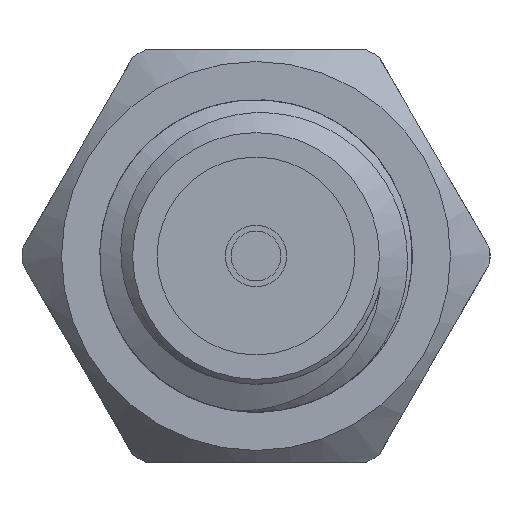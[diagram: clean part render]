
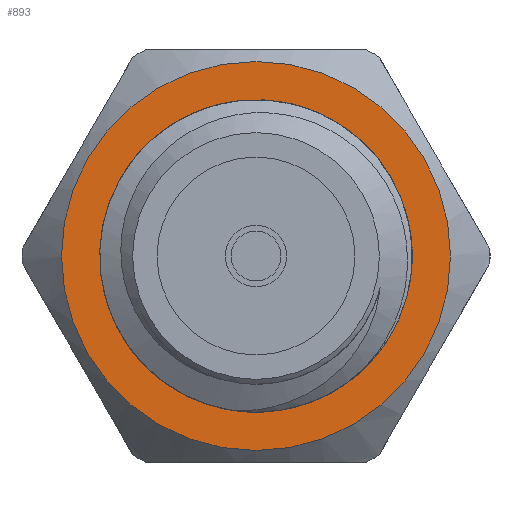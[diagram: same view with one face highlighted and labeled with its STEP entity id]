
A CAD part, left-side view. The second image highlights one B-rep face of the part: STEP entity #893.
In plain terms, the highlighted planar face has unit normal (-1, 0, 0).
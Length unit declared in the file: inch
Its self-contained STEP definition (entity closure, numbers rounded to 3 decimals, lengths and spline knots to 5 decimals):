
#20 = DIRECTION ( 'NONE',  ( 1., 0., 0. ) ) ;
#29 = CARTESIAN_POINT ( 'NONE',  ( 0.08813, 0., 0. ) ) ;
#76 = CARTESIAN_POINT ( 'NONE',  ( 0.08813, 0., 0. ) ) ;
#80 = PLANE ( 'NONE',  #2357 ) ;
#148 = CARTESIAN_POINT ( 'NONE',  ( 0.08813, 0., -0.07484 ) ) ;
#240 = AXIS2_PLACEMENT_3D ( 'NONE', #76, #2161, #301 ) ;
#263 = ORIENTED_EDGE ( 'NONE', *, *, #2564, .F. ) ;
#293 = FACE_OUTER_BOUND ( 'NONE', #2174, .T. ) ;
#301 = DIRECTION ( 'NONE',  ( 0., 0., -1. ) ) ;
#321 = VERTEX_POINT ( 'NONE', #148 ) ;
#431 = DIRECTION ( 'NONE',  ( 0., 0., -1. ) ) ;
#584 = CARTESIAN_POINT ( 'NONE',  ( 0.08813, 0., -0.118 ) ) ;
#711 = AXIS2_PLACEMENT_3D ( 'NONE', #29, #20, #431 ) ;
#893 = ADVANCED_FACE ( 'NONE', ( #2191, #293 ), #80, .T. ) ;
#997 = ORIENTED_EDGE ( 'NONE', *, *, #1608, .T. ) ;
#1142 = DIRECTION ( 'NONE',  ( -1., 0., 0. ) ) ;
#1608 = EDGE_CURVE ( 'NONE', #321, #321, #1988, .T. ) ;
#1627 = VERTEX_POINT ( 'NONE', #584 ) ;
#1972 = DIRECTION ( 'NONE',  ( 0., 0., 1. ) ) ;
#1988 = CIRCLE ( 'NONE', #240, 0.07484 ) ;
#2161 = DIRECTION ( 'NONE',  ( 1., 0., 0. ) ) ;
#2162 = CIRCLE ( 'NONE', #711, 0.118 ) ;
#2165 = CARTESIAN_POINT ( 'NONE',  ( 0.08813, 0.07484, 0. ) ) ;
#2174 = EDGE_LOOP ( 'NONE', ( #263 ) ) ;
#2191 = FACE_BOUND ( 'NONE', #2402, .T. ) ;
#2357 = AXIS2_PLACEMENT_3D ( 'NONE', #2165, #1142, #1972 ) ;
#2402 = EDGE_LOOP ( 'NONE', ( #997 ) ) ;
#2564 = EDGE_CURVE ( 'NONE', #1627, #1627, #2162, .T. ) ;
